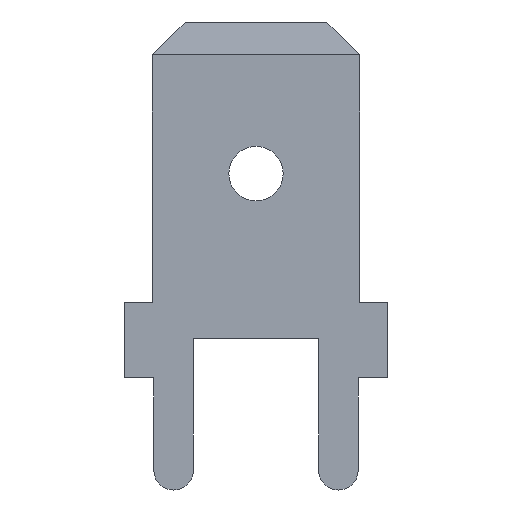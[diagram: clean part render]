
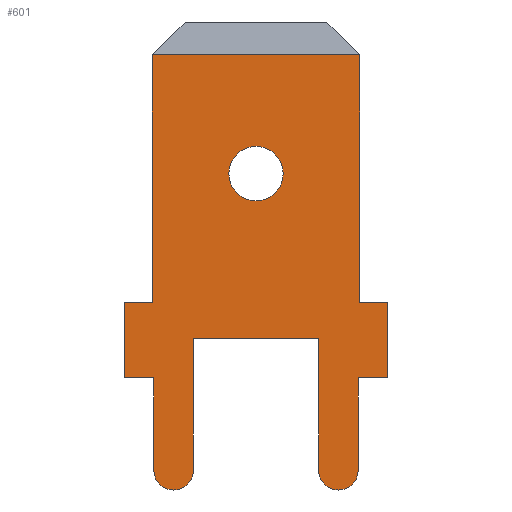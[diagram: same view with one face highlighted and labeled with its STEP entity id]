
A CAD part, left-side view. The second image highlights one B-rep face of the part: STEP entity #601.
In plain terms, the highlighted planar face has unit normal (-1, 0, 0).
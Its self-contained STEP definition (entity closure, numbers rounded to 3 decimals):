
#44=CARTESIAN_POINT('Vertex',(-0.4,3.15,8.6)) ;
#47=CARTESIAN_POINT('Line Origine',(-0.4,0.,8.6)) ;
#51=CARTESIAN_POINT('Vertex',(-0.4,-3.15,8.6)) ;
#78=CARTESIAN_POINT('Line Origine',(-0.4,-3.15,4.85)) ;
#82=CARTESIAN_POINT('Vertex',(-0.4,-3.15,1.1)) ;
#109=CARTESIAN_POINT('Line Origine',(-0.4,-3.575,1.1)) ;
#113=CARTESIAN_POINT('Vertex',(-0.4,-4.,1.1)) ;
#140=CARTESIAN_POINT('Line Origine',(-0.4,-4.,-0.05)) ;
#144=CARTESIAN_POINT('Vertex',(-0.4,-4.,-1.2)) ;
#171=CARTESIAN_POINT('Line Origine',(-0.4,-3.55,-1.2)) ;
#175=CARTESIAN_POINT('Vertex',(-0.4,-3.1,-1.2)) ;
#202=CARTESIAN_POINT('Line Origine',(-0.4,-3.1,-2.6)) ;
#206=CARTESIAN_POINT('Vertex',(-0.4,-3.1,-4.)) ;
#226=CARTESIAN_POINT('Axis2P3D Location',(-0.4,-2.5,-4.)) ;
#230=CARTESIAN_POINT('Vertex',(-0.4,-1.9,-4.)) ;
#264=CARTESIAN_POINT('Line Origine',(-0.4,-1.9,-2.)) ;
#268=CARTESIAN_POINT('Vertex',(-0.4,-1.9,0.)) ;
#288=CARTESIAN_POINT('Line Origine',(-0.4,0.,0.)) ;
#292=CARTESIAN_POINT('Vertex',(-0.4,1.9,0.)) ;
#319=CARTESIAN_POINT('Line Origine',(-0.4,1.9,-2.)) ;
#323=CARTESIAN_POINT('Vertex',(-0.4,1.9,-4.)) ;
#350=CARTESIAN_POINT('Axis2P3D Location',(-0.4,2.5,-4.)) ;
#354=CARTESIAN_POINT('Vertex',(-0.4,3.1,-4.)) ;
#381=CARTESIAN_POINT('Line Origine',(-0.4,3.1,-2.6)) ;
#385=CARTESIAN_POINT('Vertex',(-0.4,3.1,-1.2)) ;
#407=CARTESIAN_POINT('Line Origine',(-0.4,3.55,-1.2)) ;
#411=CARTESIAN_POINT('Vertex',(-0.4,4.,-1.2)) ;
#438=CARTESIAN_POINT('Line Origine',(-0.4,4.,-0.05)) ;
#442=CARTESIAN_POINT('Vertex',(-0.4,4.,1.1)) ;
#464=CARTESIAN_POINT('Line Origine',(-0.4,3.575,1.1)) ;
#468=CARTESIAN_POINT('Vertex',(-0.4,3.15,1.1)) ;
#495=CARTESIAN_POINT('Line Origine',(-0.4,3.15,4.85)) ;
#530=CARTESIAN_POINT('Vertex',(-0.4,-0.825,5.)) ;
#533=CARTESIAN_POINT('Axis2P3D Location',(-0.4,0.,5.)) ;
#537=CARTESIAN_POINT('Vertex',(-0.4,0.825,5.)) ;
#562=CARTESIAN_POINT('Axis2P3D Location',(-0.4,0.,5.)) ;
#574=CARTESIAN_POINT('Axis2P3D Location',(-0.4,0.,0.)) ;
#48=DIRECTION('Vector Direction',(0.,1.,0.)) ;
#79=DIRECTION('Vector Direction',(0.,0.,1.)) ;
#110=DIRECTION('Vector Direction',(0.,1.,0.)) ;
#141=DIRECTION('Vector Direction',(0.,0.,1.)) ;
#172=DIRECTION('Vector Direction',(0.,-1.,0.)) ;
#203=DIRECTION('Vector Direction',(0.,0.,1.)) ;
#227=DIRECTION('Axis2P3D Direction',(1.,0.,0.)) ;
#265=DIRECTION('Vector Direction',(0.,0.,-1.)) ;
#289=DIRECTION('Vector Direction',(0.,1.,0.)) ;
#320=DIRECTION('Vector Direction',(0.,0.,-1.)) ;
#351=DIRECTION('Axis2P3D Direction',(1.,0.,0.)) ;
#382=DIRECTION('Vector Direction',(0.,0.,1.)) ;
#408=DIRECTION('Vector Direction',(0.,1.,0.)) ;
#439=DIRECTION('Vector Direction',(0.,0.,1.)) ;
#465=DIRECTION('Vector Direction',(0.,-1.,0.)) ;
#496=DIRECTION('Vector Direction',(0.,0.,1.)) ;
#534=DIRECTION('Axis2P3D Direction',(1.,0.,0.)) ;
#563=DIRECTION('Axis2P3D Direction',(1.,0.,0.)) ;
#575=DIRECTION('Axis2P3D Direction',(1.,0.,0.)) ;
#576=DIRECTION('Axis2P3D XDirection',(0.,1.,0.)) ;
#228=AXIS2_PLACEMENT_3D('Circle Axis2P3D',#226,#227,$) ;
#352=AXIS2_PLACEMENT_3D('Circle Axis2P3D',#350,#351,$) ;
#535=AXIS2_PLACEMENT_3D('Circle Axis2P3D',#533,#534,$) ;
#564=AXIS2_PLACEMENT_3D('Circle Axis2P3D',#562,#563,$) ;
#577=AXIS2_PLACEMENT_3D('Plane Axis2P3D',#574,#575,#576) ;
#580=ORIENTED_EDGE('',*,*,#499,.F.) ;
#581=ORIENTED_EDGE('',*,*,#470,.F.) ;
#582=ORIENTED_EDGE('',*,*,#444,.F.) ;
#583=ORIENTED_EDGE('',*,*,#413,.F.) ;
#584=ORIENTED_EDGE('',*,*,#387,.F.) ;
#585=ORIENTED_EDGE('',*,*,#356,.F.) ;
#586=ORIENTED_EDGE('',*,*,#325,.F.) ;
#587=ORIENTED_EDGE('',*,*,#294,.F.) ;
#588=ORIENTED_EDGE('',*,*,#270,.T.) ;
#589=ORIENTED_EDGE('',*,*,#232,.F.) ;
#590=ORIENTED_EDGE('',*,*,#208,.T.) ;
#591=ORIENTED_EDGE('',*,*,#177,.T.) ;
#592=ORIENTED_EDGE('',*,*,#146,.T.) ;
#593=ORIENTED_EDGE('',*,*,#115,.T.) ;
#594=ORIENTED_EDGE('',*,*,#84,.T.) ;
#595=ORIENTED_EDGE('',*,*,#53,.T.) ;
#598=ORIENTED_EDGE('',*,*,#566,.T.) ;
#599=ORIENTED_EDGE('',*,*,#539,.T.) ;
#600=FACE_BOUND('',#597,.T.) ;
#49=VECTOR('Line Direction',#48,1.) ;
#80=VECTOR('Line Direction',#79,1.) ;
#111=VECTOR('Line Direction',#110,1.) ;
#142=VECTOR('Line Direction',#141,1.) ;
#173=VECTOR('Line Direction',#172,1.) ;
#204=VECTOR('Line Direction',#203,1.) ;
#266=VECTOR('Line Direction',#265,1.) ;
#290=VECTOR('Line Direction',#289,1.) ;
#321=VECTOR('Line Direction',#320,1.) ;
#383=VECTOR('Line Direction',#382,1.) ;
#409=VECTOR('Line Direction',#408,1.) ;
#440=VECTOR('Line Direction',#439,1.) ;
#466=VECTOR('Line Direction',#465,1.) ;
#497=VECTOR('Line Direction',#496,1.) ;
#601=ADVANCED_FACE('',(#596,#600),#578,.F.) ;
#229=CIRCLE('generated circle',#228,0.6) ;
#353=CIRCLE('generated circle',#352,0.6) ;
#536=CIRCLE('generated circle',#535,0.825) ;
#565=CIRCLE('generated circle',#564,0.825) ;
#53=EDGE_CURVE('',#52,#45,#50,.T.) ;
#84=EDGE_CURVE('',#83,#52,#81,.T.) ;
#115=EDGE_CURVE('',#114,#83,#112,.T.) ;
#146=EDGE_CURVE('',#145,#114,#143,.T.) ;
#177=EDGE_CURVE('',#176,#145,#174,.T.) ;
#208=EDGE_CURVE('',#207,#176,#205,.T.) ;
#232=EDGE_CURVE('',#207,#231,#229,.T.) ;
#270=EDGE_CURVE('',#269,#231,#267,.T.) ;
#294=EDGE_CURVE('',#269,#293,#291,.T.) ;
#325=EDGE_CURVE('',#293,#324,#322,.T.) ;
#356=EDGE_CURVE('',#324,#355,#353,.T.) ;
#387=EDGE_CURVE('',#355,#386,#384,.T.) ;
#413=EDGE_CURVE('',#386,#412,#410,.T.) ;
#444=EDGE_CURVE('',#412,#443,#441,.T.) ;
#470=EDGE_CURVE('',#443,#469,#467,.T.) ;
#499=EDGE_CURVE('',#469,#45,#498,.T.) ;
#539=EDGE_CURVE('',#538,#531,#536,.T.) ;
#566=EDGE_CURVE('',#531,#538,#565,.T.) ;
#579=EDGE_LOOP('',(#580,#581,#582,#583,#584,#585,#586,#587,#588,#589,#590,#591,#592,#593,#594,#595)) ;
#597=EDGE_LOOP('',(#598,#599)) ;
#596=FACE_OUTER_BOUND('',#579,.T.) ;
#50=LINE('Line',#47,#49) ;
#81=LINE('Line',#78,#80) ;
#112=LINE('Line',#109,#111) ;
#143=LINE('Line',#140,#142) ;
#174=LINE('Line',#171,#173) ;
#205=LINE('Line',#202,#204) ;
#267=LINE('Line',#264,#266) ;
#291=LINE('Line',#288,#290) ;
#322=LINE('Line',#319,#321) ;
#384=LINE('Line',#381,#383) ;
#410=LINE('Line',#407,#409) ;
#441=LINE('Line',#438,#440) ;
#467=LINE('Line',#464,#466) ;
#498=LINE('Line',#495,#497) ;
#578=PLANE('',#577) ;
#45=VERTEX_POINT('',#44) ;
#52=VERTEX_POINT('',#51) ;
#83=VERTEX_POINT('',#82) ;
#114=VERTEX_POINT('',#113) ;
#145=VERTEX_POINT('',#144) ;
#176=VERTEX_POINT('',#175) ;
#207=VERTEX_POINT('',#206) ;
#231=VERTEX_POINT('',#230) ;
#269=VERTEX_POINT('',#268) ;
#293=VERTEX_POINT('',#292) ;
#324=VERTEX_POINT('',#323) ;
#355=VERTEX_POINT('',#354) ;
#386=VERTEX_POINT('',#385) ;
#412=VERTEX_POINT('',#411) ;
#443=VERTEX_POINT('',#442) ;
#469=VERTEX_POINT('',#468) ;
#531=VERTEX_POINT('',#530) ;
#538=VERTEX_POINT('',#537) ;
